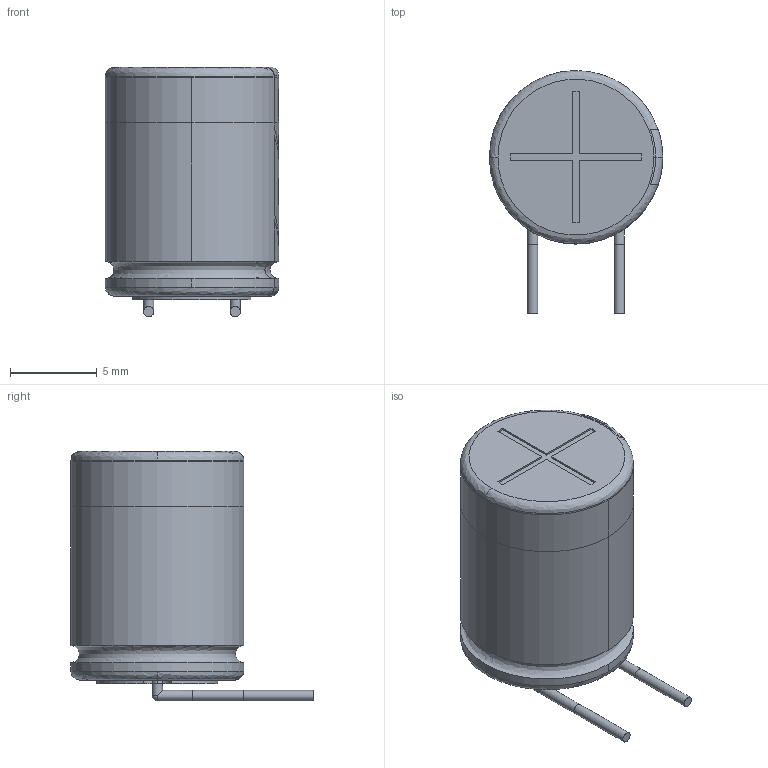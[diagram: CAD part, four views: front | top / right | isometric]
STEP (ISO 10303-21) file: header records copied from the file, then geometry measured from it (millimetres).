
FILE_DESCRIPTION(('FreeCAD Model'),'2;1');
FILE_NAME('C_THRAD-100x140x050-.step','2021-11-25T13:13:27',('Author'),(''), 'Open CASCADE STEP processor 7.3','FreeCAD','Unknown');
FILE_SCHEMA(('AUTOMOTIVE_DESIGN { 1 0 10303 214 1 1 1 1 }'));
Length unit declared in the file: millimetre
Products named in the file (1): Fusion
Bounding box: 10.01 x 14 x 14.41 mm (x, y, z)
Volume: 1030.9 mm3; surface area: 627.7 mm2
Topology: 1 solids, 1 shells, 112 faces, 286 edges, 181 vertices
Faces by surface type: cylinder 51, plane 46, bspline 11, cone 2, sphere 2
Full cylindrical faces by diameter (mm): 0.6 x8
Entity records: 10442 total; most frequent: CARTESIAN_POINT 4256, DIRECTION 936, ORIENTED_EDGE 568, PCURVE 568, DEFINITIONAL_REPRESENTATION 568, LINE 538, VECTOR 538, EDGE_CURVE 284
